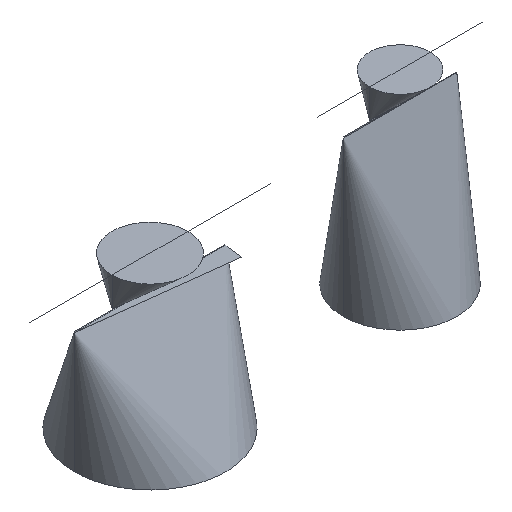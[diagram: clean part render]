
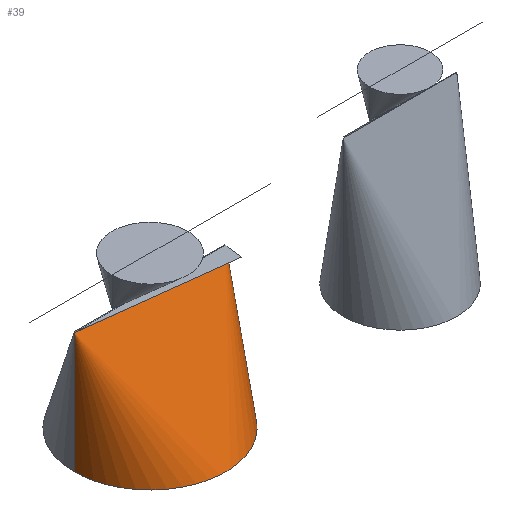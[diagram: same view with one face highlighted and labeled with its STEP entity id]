
A CAD part, isometric view. The second image highlights one B-rep face of the part: STEP entity #39.
In plain terms, the highlighted free-form (B-spline) face has degree [2, 1] with [5, 2] control points.
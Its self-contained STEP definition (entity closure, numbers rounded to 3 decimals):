
#39=ADVANCED_FACE('',(#65),#285,.T.);
#65=FACE_OUTER_BOUND('',#92,.T.);
#92=EDGE_LOOP('',(#153,#154,#155,#156));
#153=ORIENTED_EDGE('',*,*,#231,.T.);
#154=ORIENTED_EDGE('',*,*,#223,.F.);
#155=ORIENTED_EDGE('',*,*,#228,.F.);
#156=ORIENTED_EDGE('',*,*,#227,.T.);
#223=EDGE_CURVE('',#261,#267,#379,.T.);
#227=EDGE_CURVE('',#264,#266,#383,.T.);
#228=EDGE_CURVE('',#264,#261,#384,.T.);
#231=EDGE_CURVE('',#266,#267,#387,.T.);
#261=VERTEX_POINT('',#2823);
#264=VERTEX_POINT('',#2826);
#266=VERTEX_POINT('',#2828);
#267=VERTEX_POINT('',#2829);
#285=(
BOUNDED_SURFACE()
B_SPLINE_SURFACE(2,1,((#2510,#2511),(#2512,#2513),(#2514,#2515),(#2516,
#2517),(#2518,#2519)),.UNSPECIFIED.,.F.,.F.,.F.)
B_SPLINE_SURFACE_WITH_KNOTS((3,2,3),(2,2),(0.,314.159,628.319),
(0.,410.),.UNSPECIFIED.)
GEOMETRIC_REPRESENTATION_ITEM()
RATIONAL_B_SPLINE_SURFACE(((1.,1.),(0.707,0.707),
(1.,1.),(0.707,0.707),(1.,1.)))
REPRESENTATION_ITEM('')
SURFACE()
);
#379=(
BOUNDED_CURVE()
B_SPLINE_CURVE(2,(#2841,#2842,#2843,#2844,#2845),.UNSPECIFIED.,.F.,.F.)
B_SPLINE_CURVE_WITH_KNOTS((3,2,3),(0.,314.159,628.319),
 .UNSPECIFIED.)
CURVE()
GEOMETRIC_REPRESENTATION_ITEM()
RATIONAL_B_SPLINE_CURVE((1.,0.707,1.,0.707,1.))
REPRESENTATION_ITEM('')
);
#383=(
BOUNDED_CURVE()
B_SPLINE_CURVE(2,(#2873,#2874,#2875,#2876,#2877),.UNSPECIFIED.,.F.,.F.)
B_SPLINE_CURVE_WITH_KNOTS((3,2,3),(0.,311.017,622.035),
 .UNSPECIFIED.)
CURVE()
GEOMETRIC_REPRESENTATION_ITEM()
RATIONAL_B_SPLINE_CURVE((1.,0.707,1.,0.707,1.))
REPRESENTATION_ITEM('')
);
#384=(
BOUNDED_CURVE()
B_SPLINE_CURVE(1,(#2878,#2879),.UNSPECIFIED.,.F.,.F.)
B_SPLINE_CURVE_WITH_KNOTS((2,2),(2.563,410.),.UNSPECIFIED.)
CURVE()
GEOMETRIC_REPRESENTATION_ITEM()
RATIONAL_B_SPLINE_CURVE((1.,1.))
REPRESENTATION_ITEM('')
);
#387=(
BOUNDED_CURVE()
B_SPLINE_CURVE(1,(#2909,#2910),.UNSPECIFIED.,.F.,.F.)
B_SPLINE_CURVE_WITH_KNOTS((2,2),(2.562,410.),.UNSPECIFIED.)
CURVE()
GEOMETRIC_REPRESENTATION_ITEM()
RATIONAL_B_SPLINE_CURVE((1.,1.))
REPRESENTATION_ITEM('')
);
#2510=CARTESIAN_POINT('',(352.513,-13.282,320.004));
#2511=CARTESIAN_POINT('',(352.513,-13.282,0.004));
#2512=CARTESIAN_POINT('',(352.513,-213.282,320.004));
#2513=CARTESIAN_POINT('',(352.513,-213.282,0.004));
#2514=CARTESIAN_POINT('',(152.513,-213.282,320.004));
#2515=CARTESIAN_POINT('',(152.513,-213.282,0.004));
#2516=CARTESIAN_POINT('',(-47.487,-213.282,320.004));
#2517=CARTESIAN_POINT('',(-47.487,-213.282,0.004));
#2518=CARTESIAN_POINT('',(-47.487,-13.282,320.004));
#2519=CARTESIAN_POINT('',(-47.487,-13.282,0.004));
#2823=CARTESIAN_POINT('',(352.513,-13.282,0.004));
#2826=CARTESIAN_POINT('',(352.513,-13.282,318.004));
#2828=CARTESIAN_POINT('',(-47.487,-13.282,318.004));
#2829=CARTESIAN_POINT('',(-47.487,-13.282,0.004));
#2841=CARTESIAN_POINT('',(352.513,-13.282,0.004));
#2842=CARTESIAN_POINT('',(352.513,-213.282,0.004));
#2843=CARTESIAN_POINT('',(152.513,-213.282,0.004));
#2844=CARTESIAN_POINT('',(-47.487,-213.282,0.004));
#2845=CARTESIAN_POINT('',(-47.487,-13.282,0.004));
#2873=CARTESIAN_POINT('',(352.513,-13.282,318.004));
#2874=CARTESIAN_POINT('',(352.513,-213.282,318.004));
#2875=CARTESIAN_POINT('',(152.513,-213.282,318.004));
#2876=CARTESIAN_POINT('',(-47.487,-213.282,318.004));
#2877=CARTESIAN_POINT('',(-47.487,-13.282,318.004));
#2878=CARTESIAN_POINT('',(352.513,-13.282,318.004));
#2879=CARTESIAN_POINT('',(352.513,-13.282,0.004));
#2909=CARTESIAN_POINT('',(-47.487,-13.282,318.004));
#2910=CARTESIAN_POINT('',(-47.487,-13.282,0.004));
